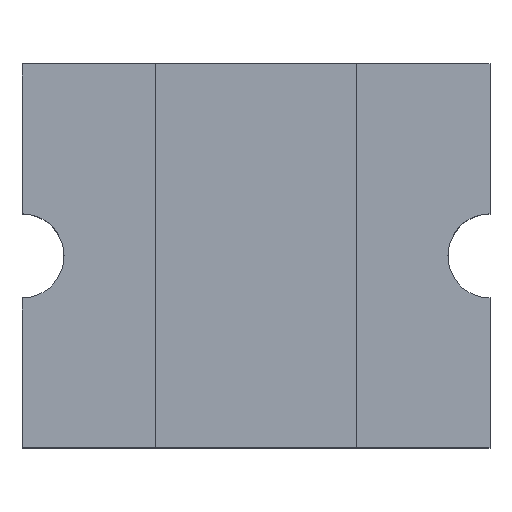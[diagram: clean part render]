
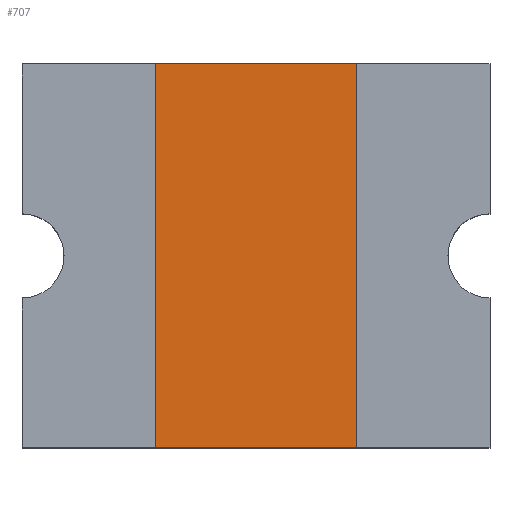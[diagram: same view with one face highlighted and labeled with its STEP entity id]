
A CAD part, top view. The second image highlights one B-rep face of the part: STEP entity #707.
In plain terms, the highlighted planar face has unit normal (0, 0, 1).
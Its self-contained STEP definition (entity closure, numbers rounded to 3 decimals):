
#6 = EDGE_CURVE ( 'NONE', #194, #279, #186, .T. ) ;
#11 = VECTOR ( 'NONE', #88, 1000. ) ;
#20 = EDGE_CURVE ( 'NONE', #398, #723, #343, .T. ) ;
#73 = CARTESIAN_POINT ( 'NONE',  ( -26.966, -15.366, 0.87 ) ) ;
#88 = DIRECTION ( 'NONE',  ( 0., 1., 0. ) ) ;
#136 = DIRECTION ( 'NONE',  ( -1., 0., 0. ) ) ;
#143 = EDGE_LOOP ( 'NONE', ( #428, #527, #546, #548 ) ) ;
#163 = VECTOR ( 'NONE', #282, 1000. ) ;
#186 = LINE ( 'NONE', #329, #11 ) ;
#194 = VERTEX_POINT ( 'NONE', #224 ) ;
#214 = AXIS2_PLACEMENT_3D ( 'NONE', #684, #596, #793 ) ;
#221 = VECTOR ( 'NONE', #710, 1000. ) ;
#224 = CARTESIAN_POINT ( 'NONE',  ( -25.526, -18.106, 0.87 ) ) ;
#257 = CARTESIAN_POINT ( 'NONE',  ( -25.526, -15.366, 0.87 ) ) ;
#279 = VERTEX_POINT ( 'NONE', #257 ) ;
#282 = DIRECTION ( 'NONE',  ( 0., -1., 0. ) ) ;
#300 = CARTESIAN_POINT ( 'NONE',  ( -26.966, -15.366, 0.87 ) ) ;
#329 = CARTESIAN_POINT ( 'NONE',  ( -25.526, -15.366, 0.87 ) ) ;
#343 = LINE ( 'NONE', #73, #163 ) ;
#398 = VERTEX_POINT ( 'NONE', #300 ) ;
#428 = ORIENTED_EDGE ( 'NONE', *, *, #758, .T. ) ;
#445 = CARTESIAN_POINT ( 'NONE',  ( -26.966, -15.366, 0.87 ) ) ;
#456 = FACE_OUTER_BOUND ( 'NONE', #143, .T. ) ;
#527 = ORIENTED_EDGE ( 'NONE', *, *, #20, .T. ) ;
#546 = ORIENTED_EDGE ( 'NONE', *, *, #843, .T. ) ;
#548 = ORIENTED_EDGE ( 'NONE', *, *, #6, .T. ) ;
#596 = DIRECTION ( 'NONE',  ( 0., 0., -1. ) ) ;
#680 = VECTOR ( 'NONE', #136, 1000. ) ;
#684 = CARTESIAN_POINT ( 'NONE',  ( 0., 0., 0.87 ) ) ;
#696 = CARTESIAN_POINT ( 'NONE',  ( -26.966, -18.106, 0.87 ) ) ;
#707 = ADVANCED_FACE ( 'NONE', ( #456 ), #737, .F. ) ;
#710 = DIRECTION ( 'NONE',  ( 1., 0., 0. ) ) ;
#723 = VERTEX_POINT ( 'NONE', #696 ) ;
#737 = PLANE ( 'NONE',  #214 ) ;
#751 = LINE ( 'NONE', #774, #221 ) ;
#758 = EDGE_CURVE ( 'NONE', #279, #398, #850, .T. ) ;
#774 = CARTESIAN_POINT ( 'NONE',  ( -25.526, -18.106, 0.87 ) ) ;
#793 = DIRECTION ( 'NONE',  ( -1., 0., 0. ) ) ;
#843 = EDGE_CURVE ( 'NONE', #723, #194, #751, .T. ) ;
#850 = LINE ( 'NONE', #445, #680 ) ;
